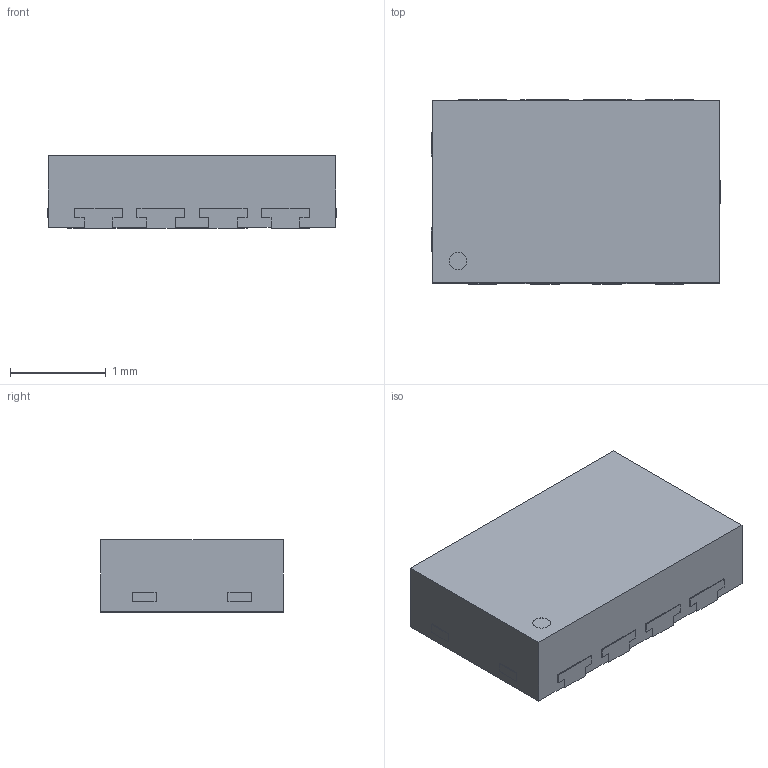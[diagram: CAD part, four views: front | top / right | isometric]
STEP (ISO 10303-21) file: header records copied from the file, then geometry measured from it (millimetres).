
FILE_DESCRIPTION(/* description */ ('STEP AP242','CAx-IF Rec.Pracs.---Representation and Presentation of Product Manufacturing Information (PMI)---4.0---2014-10-13','CAx-IF Rec.Pracs.---3D Tessellated Geometry---0.4---2014-09-14','2;1'),/* implementation_level */ '2;1');
FILE_NAME(/* name */ '67e8715b62ed97586fec130a',/* time_stamp */ '2025-03-29T22:17:01Z',/* author */ (''),/* organization */ (''),/* preprocessor_version */ 'ST-DEVELOPER v20',/* originating_system */ 'ONSHAPE BY PTC INC, 1.195',/* authorisation */ ' ');
FILE_SCHEMA (('AP242_MANAGED_MODEL_BASED_3D_ENGINEERING_MIM_LF { 1 0 10303 442 1 1 4 }'));
Length unit declared in the file: metre
Products named in the file (1): POWERPAK-CHIPFET-8_L3.0-W1.9-P0.65-BL-EP_SI5448DU~POWERPAK-CHIPFET-8_
L3.0-W1.9-H0.8-P0.65-BL-EP~RZfT
Bounding box: 3.02 x 1.92 x 0.76 mm (x, y, z)
Volume: 4.3 mm3; surface area: 19 mm2
Topology: 1 solids, 1 shells, 116 faces, 327 edges, 218 vertices
Faces by surface type: plane 109, cylinder 7
Full cylindrical faces by diameter (mm): 0.182 x1
Entity records: 4405 total; most frequent: CARTESIAN_POINT 661, ORIENTED_EDGE 652, DIRECTION 574, EDGE_CURVE 326, LINE 312, VECTOR 312, VERTEX_POINT 218, AXIS2_PLACEMENT_3D 131
